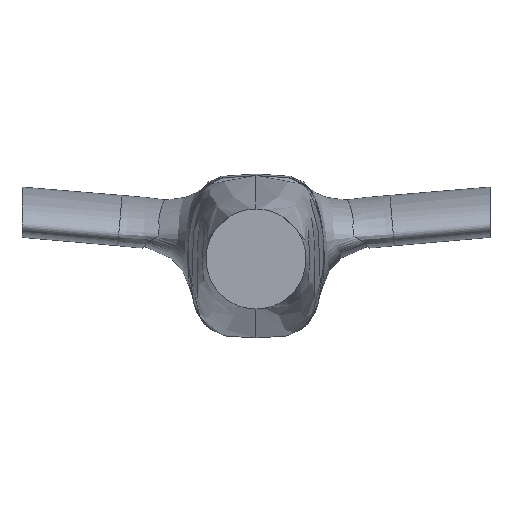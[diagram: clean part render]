
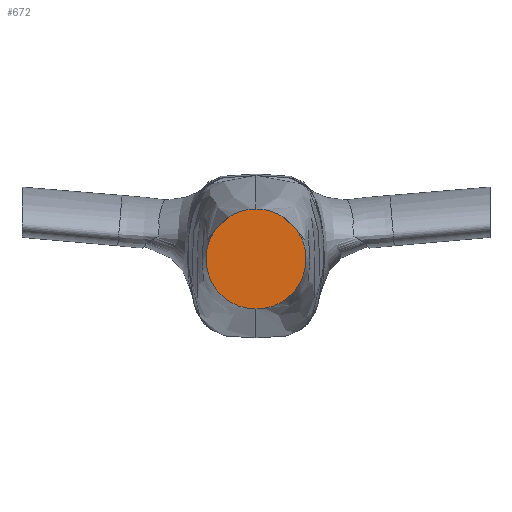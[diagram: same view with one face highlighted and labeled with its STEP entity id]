
A CAD part, left-side view. The second image highlights one B-rep face of the part: STEP entity #672.
In plain terms, the highlighted planar face has unit normal (-1, 0, 0).
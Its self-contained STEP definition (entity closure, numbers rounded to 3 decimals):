
#88=FACE_OUTER_BOUND('',#127,.T.);
#127=EDGE_LOOP('',(#547,#548));
#175=B_SPLINE_CURVE_WITH_KNOTS('',3,(#1777,#1778,#1779,#1780,#1781,#1782,
#1783,#1784,#1785,#1786,#1787,#1788,#1789,#1790,#1791,#1792,#1793,#1794),
 .UNSPECIFIED.,.F.,.F.,(4,2,2,2,2,2,2,2,4),(-5.312,-4.945,
-4.535,-3.928,-3.06,-2.192,
-1.422,-0.718,0.),.UNSPECIFIED.);
#212=B_SPLINE_CURVE_WITH_KNOTS('',3,(#7007,#7008,#7009,#7010,#7011,#7012,
#7013,#7014,#7015,#7016,#7017,#7018,#7019,#7020,#7021,#7022,#7023,#7024),
 .UNSPECIFIED.,.F.,.F.,(4,2,2,2,2,2,2,2,4),(-5.312,-4.945,
-4.535,-3.928,-3.06,-2.192,
-1.422,-0.718,0.),.UNSPECIFIED.);
#254=VERTEX_POINT('',#1735);
#257=VERTEX_POINT('',#1766);
#333=EDGE_CURVE('',#257,#254,#175,.T.);
#385=EDGE_CURVE('',#257,#254,#212,.T.);
#547=ORIENTED_EDGE('',*,*,#385,.T.);
#548=ORIENTED_EDGE('',*,*,#333,.F.);
#649=PLANE('',#726);
#672=ADVANCED_FACE('',(#88),#649,.F.);
#726=AXIS2_PLACEMENT_3D('',#7006,#777,#778);
#777=DIRECTION('center_axis',(1.,0.,0.));
#778=DIRECTION('ref_axis',(0.,0.,-1.));
#1735=CARTESIAN_POINT('',(0.,0.,18.));
#1766=CARTESIAN_POINT('',(0.,0.,-18.));
#1777=CARTESIAN_POINT('Ctrl Pts',(0.,0.,
-18.));
#1778=CARTESIAN_POINT('Ctrl Pts',(0.,2.373,
-18.));
#1779=CARTESIAN_POINT('Ctrl Pts',(0.,4.745,-17.523));
#1780=CARTESIAN_POINT('Ctrl Pts',(0.,9.38,-15.592));
#1781=CARTESIAN_POINT('Ctrl Pts',(0.,11.296,-14.158));
#1782=CARTESIAN_POINT('Ctrl Pts',(0.,14.847,-10.614));
#1783=CARTESIAN_POINT('Ctrl Pts',(0.,15.988,-8.432));
#1784=CARTESIAN_POINT('Ctrl Pts',(0.,17.536,-4.702));
#1785=CARTESIAN_POINT('Ctrl Pts',(0.,17.998,-2.365));
#1786=CARTESIAN_POINT('Ctrl Pts',(0.,17.998,2.364));
#1787=CARTESIAN_POINT('Ctrl Pts',(0.,17.538,4.704));
#1788=CARTESIAN_POINT('Ctrl Pts',(0.,15.817,8.846));
#1789=CARTESIAN_POINT('Ctrl Pts',(0.,14.572,10.875));
#1790=CARTESIAN_POINT('Ctrl Pts',(0.,11.106,14.358));
#1791=CARTESIAN_POINT('Ctrl Pts',(0.,9.145,15.681));
#1792=CARTESIAN_POINT('Ctrl Pts',(0.,4.767,17.522));
#1793=CARTESIAN_POINT('Ctrl Pts',(0.,2.394,18.));
#1794=CARTESIAN_POINT('Ctrl Pts',(0.,0.,18.));
#7006=CARTESIAN_POINT('Origin',(0.,-6.313,0.));
#7007=CARTESIAN_POINT('Ctrl Pts',(0.,0.,
-18.));
#7008=CARTESIAN_POINT('Ctrl Pts',(0.,-2.373,
-18.));
#7009=CARTESIAN_POINT('Ctrl Pts',(0.,-4.745,-17.523));
#7010=CARTESIAN_POINT('Ctrl Pts',(0.,-9.38,-15.592));
#7011=CARTESIAN_POINT('Ctrl Pts',(0.,-11.296,-14.158));
#7012=CARTESIAN_POINT('Ctrl Pts',(0.,-14.847,-10.614));
#7013=CARTESIAN_POINT('Ctrl Pts',(0.,-15.988,-8.432));
#7014=CARTESIAN_POINT('Ctrl Pts',(0.,-17.536,-4.702));
#7015=CARTESIAN_POINT('Ctrl Pts',(0.,-17.998,-2.365));
#7016=CARTESIAN_POINT('Ctrl Pts',(0.,-17.998,2.364));
#7017=CARTESIAN_POINT('Ctrl Pts',(0.,-17.538,4.704));
#7018=CARTESIAN_POINT('Ctrl Pts',(0.,-15.817,8.846));
#7019=CARTESIAN_POINT('Ctrl Pts',(0.,-14.572,10.875));
#7020=CARTESIAN_POINT('Ctrl Pts',(0.,-11.106,14.358));
#7021=CARTESIAN_POINT('Ctrl Pts',(0.,-9.145,15.681));
#7022=CARTESIAN_POINT('Ctrl Pts',(0.,-4.767,17.522));
#7023=CARTESIAN_POINT('Ctrl Pts',(0.,-2.394,18.));
#7024=CARTESIAN_POINT('Ctrl Pts',(0.,0.,18.));
